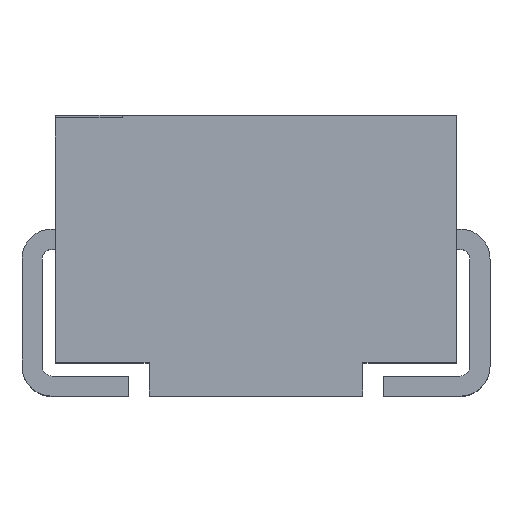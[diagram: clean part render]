
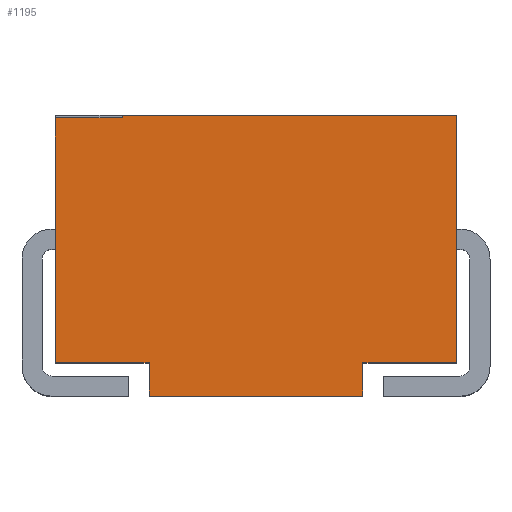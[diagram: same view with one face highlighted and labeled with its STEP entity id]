
A CAD part, top view. The second image highlights one B-rep face of the part: STEP entity #1195.
In plain terms, the highlighted planar face has unit normal (0, 0, 1).
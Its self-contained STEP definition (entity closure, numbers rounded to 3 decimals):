
#18 = CARTESIAN_POINT ( 'NONE',  ( 1.5, 2.1, 1.4 ) ) ;
#23 = CARTESIAN_POINT ( 'NONE',  ( 0.8, 0.25, 1.4 ) ) ;
#153 = LINE ( 'NONE', #1641, #1514 ) ;
#239 = CARTESIAN_POINT ( 'NONE',  ( -0.8, 0., 1.4 ) ) ;
#243 = CARTESIAN_POINT ( 'NONE',  ( 0., 2.1, 1.4 ) ) ;
#259 = VERTEX_POINT ( 'NONE', #771 ) ;
#275 = DIRECTION ( 'NONE',  ( 1., 0., 0. ) ) ;
#319 = VECTOR ( 'NONE', #798, 1000. ) ;
#328 = CARTESIAN_POINT ( 'NONE',  ( -0.8, 0.25, 1.4 ) ) ;
#375 = ORIENTED_EDGE ( 'NONE', *, *, #1579, .T. ) ;
#377 = EDGE_CURVE ( 'NONE', #1619, #1073, #1476, .T. ) ;
#398 = CARTESIAN_POINT ( 'NONE',  ( 1.5, 0., 1.4 ) ) ;
#424 = CARTESIAN_POINT ( 'NONE',  ( 0.8, 0., 1.4 ) ) ;
#463 = DIRECTION ( 'NONE',  ( 0., 0., 1. ) ) ;
#487 = LINE ( 'NONE', #1334, #741 ) ;
#493 = CARTESIAN_POINT ( 'NONE',  ( 0., 0., 1.4 ) ) ;
#500 = EDGE_CURVE ( 'NONE', #1108, #710, #1586, .T. ) ;
#516 = DIRECTION ( 'NONE',  ( 1., 0., 0. ) ) ;
#518 = CARTESIAN_POINT ( 'NONE',  ( 0., 0.25, 1.4 ) ) ;
#580 = CARTESIAN_POINT ( 'NONE',  ( 1.5, 0.25, 1.4 ) ) ;
#597 = CARTESIAN_POINT ( 'NONE',  ( -1.5, 2.08, 1.4 ) ) ;
#619 = DIRECTION ( 'NONE',  ( 1., 0., 0. ) ) ;
#646 = LINE ( 'NONE', #518, #1474 ) ;
#649 = VECTOR ( 'NONE', #516, 1000. ) ;
#650 = LINE ( 'NONE', #239, #976 ) ;
#656 = CARTESIAN_POINT ( 'NONE',  ( 0.8, 0., 1.4 ) ) ;
#710 = VERTEX_POINT ( 'NONE', #18 ) ;
#741 = VECTOR ( 'NONE', #1496, 1000. ) ;
#762 = LINE ( 'NONE', #398, #1831 ) ;
#766 = CARTESIAN_POINT ( 'NONE',  ( 0., 0., 1.4 ) ) ;
#771 = CARTESIAN_POINT ( 'NONE',  ( -1.5, 0.25, 1.4 ) ) ;
#785 = CARTESIAN_POINT ( 'NONE',  ( -1., 2.1, 1.4 ) ) ;
#798 = DIRECTION ( 'NONE',  ( 1., 0., 0. ) ) ;
#799 = VECTOR ( 'NONE', #1562, 1000. ) ;
#869 = EDGE_CURVE ( 'NONE', #1822, #1073, #1126, .T. ) ;
#880 = EDGE_CURVE ( 'NONE', #1813, #1822, #650, .T. ) ;
#934 = EDGE_CURVE ( 'NONE', #1259, #1108, #1680, .T. ) ;
#937 = ORIENTED_EDGE ( 'NONE', *, *, #377, .F. ) ;
#966 = AXIS2_PLACEMENT_3D ( 'NONE', #766, #463, #619 ) ;
#976 = VECTOR ( 'NONE', #1171, 1000. ) ;
#978 = EDGE_CURVE ( 'NONE', #710, #1110, #762, .T. ) ;
#1001 = VERTEX_POINT ( 'NONE', #1187 ) ;
#1014 = ORIENTED_EDGE ( 'NONE', *, *, #500, .F. ) ;
#1036 = EDGE_CURVE ( 'NONE', #1001, #1259, #1945, .T. ) ;
#1073 = VERTEX_POINT ( 'NONE', #424 ) ;
#1076 = PLANE ( 'NONE',  #966 ) ;
#1108 = VERTEX_POINT ( 'NONE', #785 ) ;
#1110 = VERTEX_POINT ( 'NONE', #580 ) ;
#1126 = LINE ( 'NONE', #493, #319 ) ;
#1160 = VECTOR ( 'NONE', #1938, 1000. ) ;
#1171 = DIRECTION ( 'NONE',  ( 0., -1., 0. ) ) ;
#1173 = ORIENTED_EDGE ( 'NONE', *, *, #1355, .F. ) ;
#1187 = CARTESIAN_POINT ( 'NONE',  ( -1.5, 2.08, 1.4 ) ) ;
#1195 = ADVANCED_FACE ( 'NONE', ( #1427 ), #1076, .T. ) ;
#1206 = ORIENTED_EDGE ( 'NONE', *, *, #934, .F. ) ;
#1259 = VERTEX_POINT ( 'NONE', #1881 ) ;
#1271 = ORIENTED_EDGE ( 'NONE', *, *, #869, .T. ) ;
#1331 = EDGE_LOOP ( 'NONE', ( #1206, #1426, #375, #1342, #1871, #1271, #937, #1173, #1385, #1014 ) ) ;
#1334 = CARTESIAN_POINT ( 'NONE',  ( -1.5, 0., 1.4 ) ) ;
#1342 = ORIENTED_EDGE ( 'NONE', *, *, #1523, .T. ) ;
#1355 = EDGE_CURVE ( 'NONE', #1110, #1619, #646, .T. ) ;
#1385 = ORIENTED_EDGE ( 'NONE', *, *, #978, .F. ) ;
#1393 = CARTESIAN_POINT ( 'NONE',  ( -0.8, 0., 1.4 ) ) ;
#1426 = ORIENTED_EDGE ( 'NONE', *, *, #1036, .F. ) ;
#1427 = FACE_OUTER_BOUND ( 'NONE', #1331, .T. ) ;
#1474 = VECTOR ( 'NONE', #1590, 1000. ) ;
#1476 = LINE ( 'NONE', #656, #799 ) ;
#1479 = DIRECTION ( 'NONE',  ( 0., -1., 0. ) ) ;
#1496 = DIRECTION ( 'NONE',  ( 0., -1., 0. ) ) ;
#1514 = VECTOR ( 'NONE', #1789, 1000. ) ;
#1523 = EDGE_CURVE ( 'NONE', #259, #1813, #153, .T. ) ;
#1562 = DIRECTION ( 'NONE',  ( 0., -1., 0. ) ) ;
#1579 = EDGE_CURVE ( 'NONE', #1001, #259, #487, .T. ) ;
#1586 = LINE ( 'NONE', #243, #649 ) ;
#1590 = DIRECTION ( 'NONE',  ( -1., 0., 0. ) ) ;
#1619 = VERTEX_POINT ( 'NONE', #23 ) ;
#1641 = CARTESIAN_POINT ( 'NONE',  ( 0., 0.25, 1.4 ) ) ;
#1680 = LINE ( 'NONE', #1785, #1160 ) ;
#1785 = CARTESIAN_POINT ( 'NONE',  ( -1., 2.08, 1.4 ) ) ;
#1789 = DIRECTION ( 'NONE',  ( 1., 0., 0. ) ) ;
#1813 = VERTEX_POINT ( 'NONE', #328 ) ;
#1822 = VERTEX_POINT ( 'NONE', #1393 ) ;
#1831 = VECTOR ( 'NONE', #1479, 1000. ) ;
#1871 = ORIENTED_EDGE ( 'NONE', *, *, #880, .T. ) ;
#1881 = CARTESIAN_POINT ( 'NONE',  ( -1., 2.08, 1.4 ) ) ;
#1904 = VECTOR ( 'NONE', #275, 1000. ) ;
#1938 = DIRECTION ( 'NONE',  ( 0., 1., 0. ) ) ;
#1945 = LINE ( 'NONE', #597, #1904 ) ;
